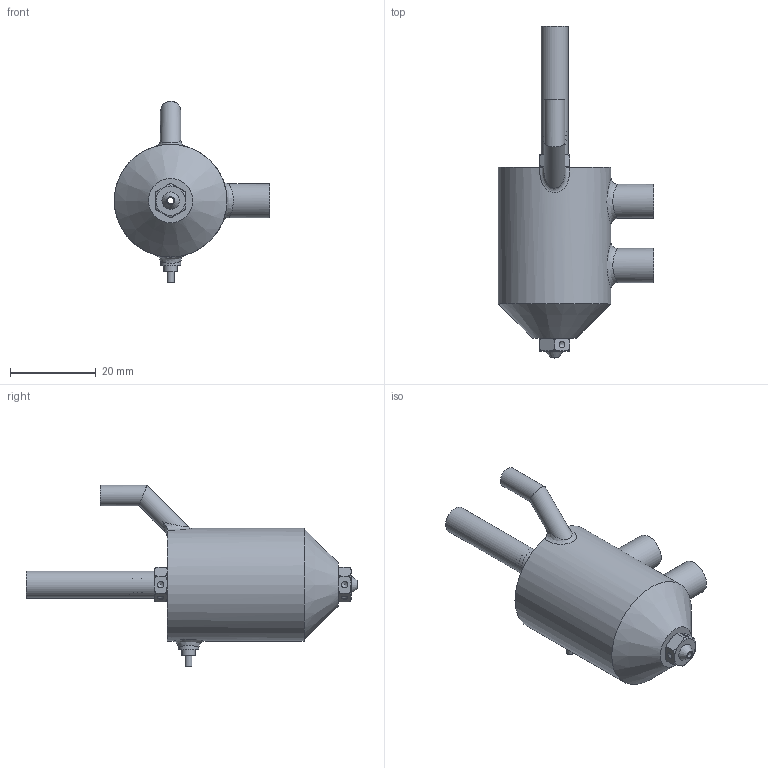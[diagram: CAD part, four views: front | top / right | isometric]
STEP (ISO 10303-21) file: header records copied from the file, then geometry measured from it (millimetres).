
FILE_DESCRIPTION(/* description */ (''),/* implementation_level */ '2;1');
FILE_NAME(/* name */ 'pulsejet spray welder v8.step',/* time_stamp */ '2024-09-17T19:16:47-07:00',/* author */ (''),/* organization */ (''),/* preprocessor_version */ 'ST-DEVELOPER v20',/* originating_system */ 'Autodesk Translation Framework v13.14.0.145',/* authorisation */ '');
FILE_SCHEMA (('AUTOMOTIVE_DESIGN { 1 0 10303 214 3 1 1 }'));
Length unit declared in the file: millimetre
Products named in the file (3): pulsejet spray welder; hho spray welder v2_3695N124_3D Printer Nozzle; pulsejet spray welder v6_hho spray welder v2_3695N124_3D Printer Nozz
le v2
Assembly tree (2 placements, depth 2):
  pulsejet spray welder
    hho spray welder v2_3695N124_3D Printer Nozzle
    pulsejet spray welder v6_hho spray welder v2_3695N124_3D Printer Nozz
le v2
Bounding box: 36.35 x 77.62 x 42.41 mm (x, y, z)
Volume: 7612.8 mm3; surface area: 12665 mm2
Topology: 9 solids, 9 shells, 171 faces, 428 edges, 280 vertices
Faces by surface type: cylinder 81, plane 37, cone 29, bspline 17, torus 7
Full cylindrical faces by diameter (mm): 1.5 x12, 1.6 x2, 2 x4, 3.175 x4, 4.701 x10, 4.763 x5, 4.826 x1, 4.85 x1, 5.035 x3, 6 x8, 6.147 x1, 6.35 x2, 7.35 x1, 8 x2, 23.35 x1, 26.35 x1
Entity records: 11500 total; most frequent: CARTESIAN_POINT 7554, ORIENTED_EDGE 836, DIRECTION 712, EDGE_CURVE 418, AXIS2_PLACEMENT_3D 302, VERTEX_POINT 280, EDGE_LOOP 212, FACE_OUTER_BOUND 171
